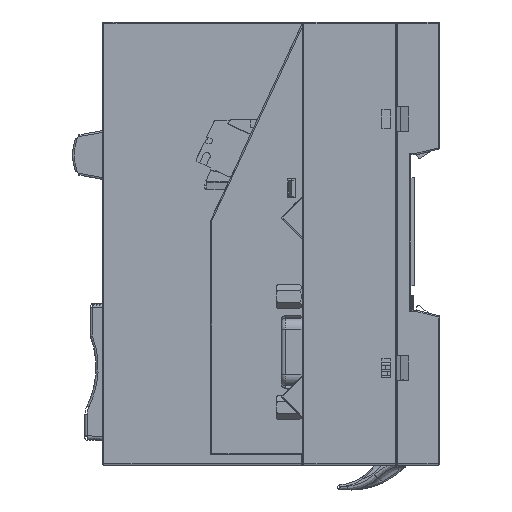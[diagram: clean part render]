
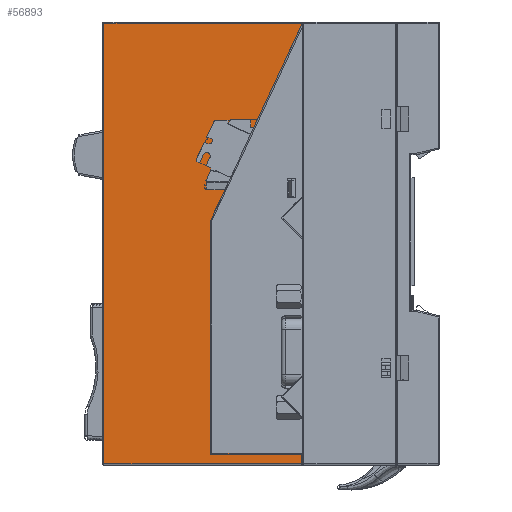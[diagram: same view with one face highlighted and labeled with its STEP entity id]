
A CAD part, left-side view. The second image highlights one B-rep face of the part: STEP entity #56893.
In plain terms, the highlighted planar face has unit normal (-1, 0.009, 0).
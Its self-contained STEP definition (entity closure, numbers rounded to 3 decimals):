
#31616=DIRECTION('',(0.,0.,-1.));
#31617=VECTOR('',#31616,99.4);
#31618=CARTESIAN_POINT('',(52.997,66.003,49.7));
#31619=LINE('',#31618,#31617);
#31620=DIRECTION('',(-0.009,-1.,0.));
#31621=VECTOR('',#31620,44.804);
#31622=CARTESIAN_POINT('',(52.997,66.003,49.7));
#31623=LINE('',#31622,#31621);
#31624=DIRECTION('',(0.,0.,-1.));
#31625=VECTOR('',#31624,19.3);
#31626=CARTESIAN_POINT('',(52.606,21.2,49.7));
#31627=LINE('',#31626,#31625);
#31628=DIRECTION('',(0.009,1.,0.));
#31629=VECTOR('',#31628,3.7);
#31630=CARTESIAN_POINT('',(52.606,21.2,30.4));
#31631=LINE('',#31630,#31629);
#31632=DIRECTION('',(0.009,1.,0.));
#31633=VECTOR('',#31632,1.003);
#31634=CARTESIAN_POINT('',(52.63,23.897,28.2));
#31635=LINE('',#31634,#31633);
#31636=DIRECTION('',(0.,0.,-1.));
#31637=VECTOR('',#31636,73.52);
#31638=CARTESIAN_POINT('',(52.63,23.897,28.2));
#31639=LINE('',#31638,#31637);
#31640=DIRECTION('',(0.009,1.,0.));
#31641=VECTOR('',#31640,1.003);
#31642=CARTESIAN_POINT('',(52.63,23.897,-45.32));
#31643=LINE('',#31642,#31641);
#31644=DIRECTION('',(0.,0.,1.));
#31645=VECTOR('',#31644,1.2);
#31646=CARTESIAN_POINT('',(52.639,24.9,-46.52));
#31647=LINE('',#31646,#31645);
#31648=DIRECTION('',(0.009,1.,0.));
#31649=VECTOR('',#31648,3.403);
#31650=CARTESIAN_POINT('',(52.609,21.497,-46.52));
#31651=LINE('',#31650,#31649);
#31652=DIRECTION('',(0.,0.,-1.));
#31653=VECTOR('',#31652,3.18);
#31654=CARTESIAN_POINT('',(52.609,21.497,-46.52));
#31655=LINE('',#31654,#31653);
#31656=DIRECTION('',(0.009,1.,0.));
#31657=VECTOR('',#31656,44.507);
#31658=CARTESIAN_POINT('',(52.609,21.497,-49.7));
#31659=LINE('',#31658,#31657);
#35554=DIRECTION('',(0.,0.,1.));
#35555=VECTOR('',#35554,2.2);
#35556=CARTESIAN_POINT('',(52.639,24.9,28.2));
#35557=LINE('',#35556,#35555);
#48600=CARTESIAN_POINT('',(52.639,24.9,-46.52));
#48601=CARTESIAN_POINT('',(52.639,24.9,-45.32));
#48602=VERTEX_POINT('',#48600);
#48603=VERTEX_POINT('',#48601);
#48728=CARTESIAN_POINT('',(52.639,24.9,28.2));
#48729=VERTEX_POINT('',#48728);
#48795=CARTESIAN_POINT('',(52.63,23.897,-45.32));
#48797=VERTEX_POINT('',#48795);
#48798=CARTESIAN_POINT('',(52.63,23.897,28.2));
#48799=VERTEX_POINT('',#48798);
#48802=CARTESIAN_POINT('',(52.997,66.003,49.7));
#48803=CARTESIAN_POINT('',(52.997,66.003,-49.7));
#48804=VERTEX_POINT('',#48802);
#48805=VERTEX_POINT('',#48803);
#48846=CARTESIAN_POINT('',(52.609,21.497,-46.52));
#48848=VERTEX_POINT('',#48846);
#48850=CARTESIAN_POINT('',(52.609,21.497,-49.7));
#48851=VERTEX_POINT('',#48850);
#52202=CARTESIAN_POINT('',(52.606,21.2,30.4));
#52203=CARTESIAN_POINT('',(52.639,24.9,30.4));
#52204=VERTEX_POINT('',#52202);
#52205=VERTEX_POINT('',#52203);
#53280=CARTESIAN_POINT('',(52.606,21.2,49.7));
#53282=VERTEX_POINT('',#53280);
#56863=CARTESIAN_POINT('',(53.,66.3,-50.));
#56864=DIRECTION('',(-1.,0.009,0.));
#56865=DIRECTION('',(-0.009,-1.,0.));
#56866=AXIS2_PLACEMENT_3D('',#56863,#56864,#56865);
#56867=PLANE('',#56866);
#56869=ORIENTED_EDGE('',*,*,#56868,.F.);
#56871=ORIENTED_EDGE('',*,*,#56870,.T.);
#56872=ORIENTED_EDGE('',*,*,#56848,.T.);
#56874=ORIENTED_EDGE('',*,*,#56873,.T.);
#56876=ORIENTED_EDGE('',*,*,#56875,.F.);
#56878=ORIENTED_EDGE('',*,*,#56877,.F.);
#56880=ORIENTED_EDGE('',*,*,#56879,.T.);
#56882=ORIENTED_EDGE('',*,*,#56881,.T.);
#56884=ORIENTED_EDGE('',*,*,#56883,.F.);
#56886=ORIENTED_EDGE('',*,*,#56885,.F.);
#56888=ORIENTED_EDGE('',*,*,#56887,.T.);
#56890=ORIENTED_EDGE('',*,*,#56889,.T.);
#56891=EDGE_LOOP('',(#56869,#56871,#56872,#56874,#56876,#56878,#56880,#56882,
#56884,#56886,#56888,#56890));
#56892=FACE_OUTER_BOUND('',#56891,.F.);
#56893=ADVANCED_FACE('',(#56892),#56867,.T.);
#56848=EDGE_CURVE('',#53282,#52204,#31627,.T.);
#56868=EDGE_CURVE('',#48804,#48805,#31619,.T.);
#56870=EDGE_CURVE('',#48804,#53282,#31623,.T.);
#56873=EDGE_CURVE('',#52204,#52205,#31631,.T.);
#56875=EDGE_CURVE('',#48729,#52205,#35557,.T.);
#56877=EDGE_CURVE('',#48799,#48729,#31635,.T.);
#56879=EDGE_CURVE('',#48799,#48797,#31639,.T.);
#56881=EDGE_CURVE('',#48797,#48603,#31643,.T.);
#56883=EDGE_CURVE('',#48602,#48603,#31647,.T.);
#56885=EDGE_CURVE('',#48848,#48602,#31651,.T.);
#56887=EDGE_CURVE('',#48848,#48851,#31655,.T.);
#56889=EDGE_CURVE('',#48851,#48805,#31659,.T.);
